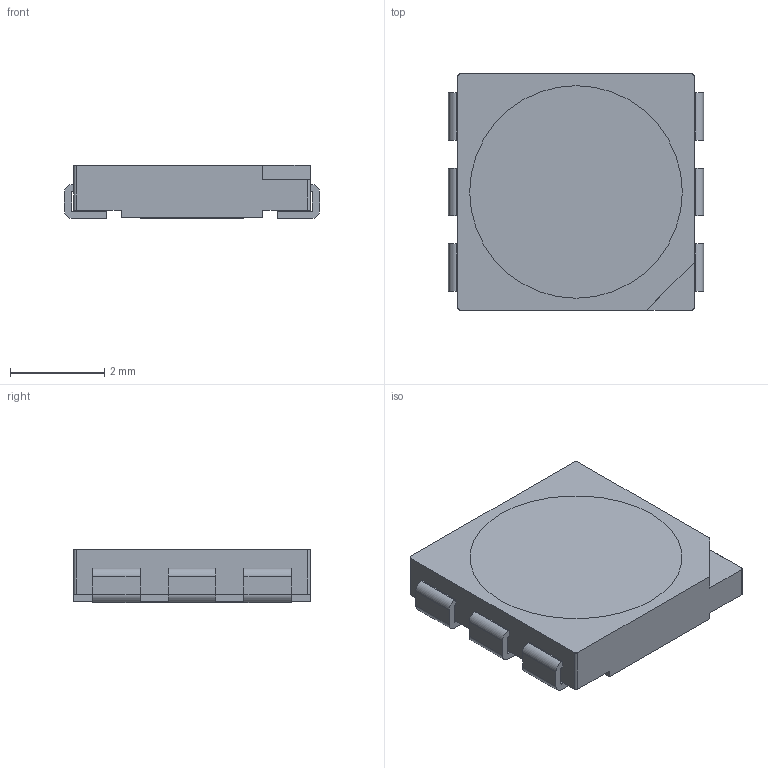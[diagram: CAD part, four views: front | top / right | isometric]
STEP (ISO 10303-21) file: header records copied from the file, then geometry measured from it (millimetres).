
FILE_DESCRIPTION (( 'STEP AP214' ), '1' );
FILE_NAME ('LED-SMD_6P-L5.0-W5.0-BL_TC5053RGBE60.STEP', '2023-01-11T16:19:11', ( '微软用户' ), ( '微软中国' ), 'SwSTEP 2.0', 'SolidWorks 2020', '' );
FILE_SCHEMA (( 'AUTOMOTIVE_DESIGN' ));
Length unit declared in the file: millimetre
Products named in the file (1): LED-SMD_6P-L5.0-W5.0-BL_TC5053RGBE60
Bounding box: 5.4 x 5 x 1.12 mm (x, y, z)
Volume: 23.3 mm3; surface area: 154.2 mm2
Topology: 3 solids, 3 shells, 341 faces, 921 edges, 614 vertices
Faces by surface type: plane 211, bspline 98, cylinder 32
Entity records: 14899 total; most frequent: CARTESIAN_POINT 3183, ORIENTED_EDGE 1842, DIRECTION 1273, EDGE_CURVE 921, LINE 657, VECTOR 657, VERTEX_POINT 614, EDGE_LOOP 369
